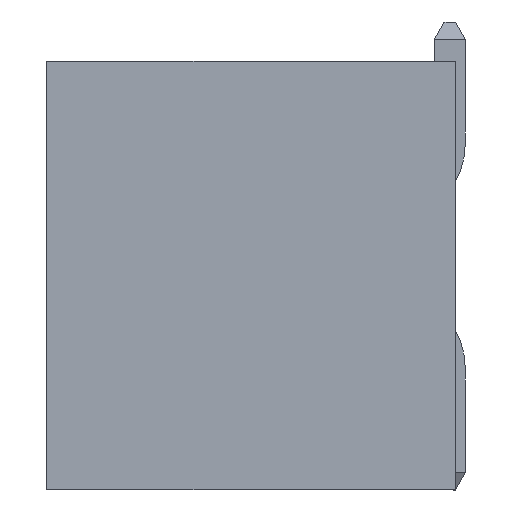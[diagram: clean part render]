
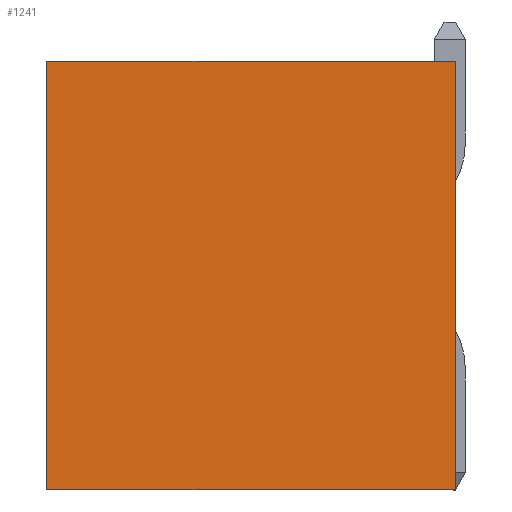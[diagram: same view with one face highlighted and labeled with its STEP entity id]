
A CAD part, left-side view. The second image highlights one B-rep face of the part: STEP entity #1241.
In plain terms, the highlighted planar face has unit normal (-1, 0, 0).
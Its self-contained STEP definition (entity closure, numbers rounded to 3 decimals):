
#95 = ORIENTED_EDGE ( 'NONE', *, *, #1454, .T. ) ;
#487 = CARTESIAN_POINT ( 'NONE',  ( -6.35, 2.667, -3.048 ) ) ;
#542 = LINE ( 'NONE', #2624, #10191 ) ;
#783 = EDGE_CURVE ( 'NONE', #3172, #3901, #542, .T. ) ;
#866 = VECTOR ( 'NONE', #11776, 1000. ) ;
#897 = DIRECTION ( 'NONE',  ( 0., 0., 1. ) ) ;
#1241 = ADVANCED_FACE ( 'NONE', ( #9745 ), #2497, .F. ) ;
#1454 = EDGE_CURVE ( 'NONE', #3172, #2921, #1691, .T. ) ;
#1691 = LINE ( 'NONE', #4914, #5966 ) ;
#2442 = LINE ( 'NONE', #7443, #11622 ) ;
#2497 = PLANE ( 'NONE',  #5858 ) ;
#2624 = CARTESIAN_POINT ( 'NONE',  ( -6.35, -2.667, -2.54 ) ) ;
#2921 = VERTEX_POINT ( 'NONE', #3707 ) ;
#3172 = VERTEX_POINT ( 'NONE', #7828 ) ;
#3414 = LINE ( 'NONE', #487, #866 ) ;
#3707 = CARTESIAN_POINT ( 'NONE',  ( -6.35, 2.667, 2.54 ) ) ;
#3870 = EDGE_LOOP ( 'NONE', ( #95, #8240, #8720, #9811 ) ) ;
#3901 = VERTEX_POINT ( 'NONE', #6094 ) ;
#4781 = EDGE_CURVE ( 'NONE', #3901, #8765, #3414, .T. ) ;
#4914 = CARTESIAN_POINT ( 'NONE',  ( -6.35, 2.667, 2.54 ) ) ;
#5406 = CARTESIAN_POINT ( 'NONE',  ( -6.35, 2.667, -3.048 ) ) ;
#5412 = DIRECTION ( 'NONE',  ( 0., 0., -1. ) ) ;
#5858 = AXIS2_PLACEMENT_3D ( 'NONE', #9987, #7195, #5412 ) ;
#5966 = VECTOR ( 'NONE', #8729, 1000. ) ;
#6094 = CARTESIAN_POINT ( 'NONE',  ( -6.35, -2.667, -3.048 ) ) ;
#6352 = EDGE_CURVE ( 'NONE', #8765, #2921, #2442, .T. ) ;
#7195 = DIRECTION ( 'NONE',  ( 1., 0., 0. ) ) ;
#7361 = DIRECTION ( 'NONE',  ( 0., 0., -1. ) ) ;
#7443 = CARTESIAN_POINT ( 'NONE',  ( -6.35, 2.667, 2.54 ) ) ;
#7828 = CARTESIAN_POINT ( 'NONE',  ( -6.35, -2.667, 2.54 ) ) ;
#8240 = ORIENTED_EDGE ( 'NONE', *, *, #6352, .F. ) ;
#8720 = ORIENTED_EDGE ( 'NONE', *, *, #4781, .F. ) ;
#8729 = DIRECTION ( 'NONE',  ( 0., 1., 0. ) ) ;
#8765 = VERTEX_POINT ( 'NONE', #5406 ) ;
#9745 = FACE_OUTER_BOUND ( 'NONE', #3870, .T. ) ;
#9811 = ORIENTED_EDGE ( 'NONE', *, *, #783, .F. ) ;
#9987 = CARTESIAN_POINT ( 'NONE',  ( -6.35, 2.667, -2.54 ) ) ;
#10191 = VECTOR ( 'NONE', #7361, 1000. ) ;
#11622 = VECTOR ( 'NONE', #897, 1000. ) ;
#11776 = DIRECTION ( 'NONE',  ( 0., 1., 0. ) ) ;
